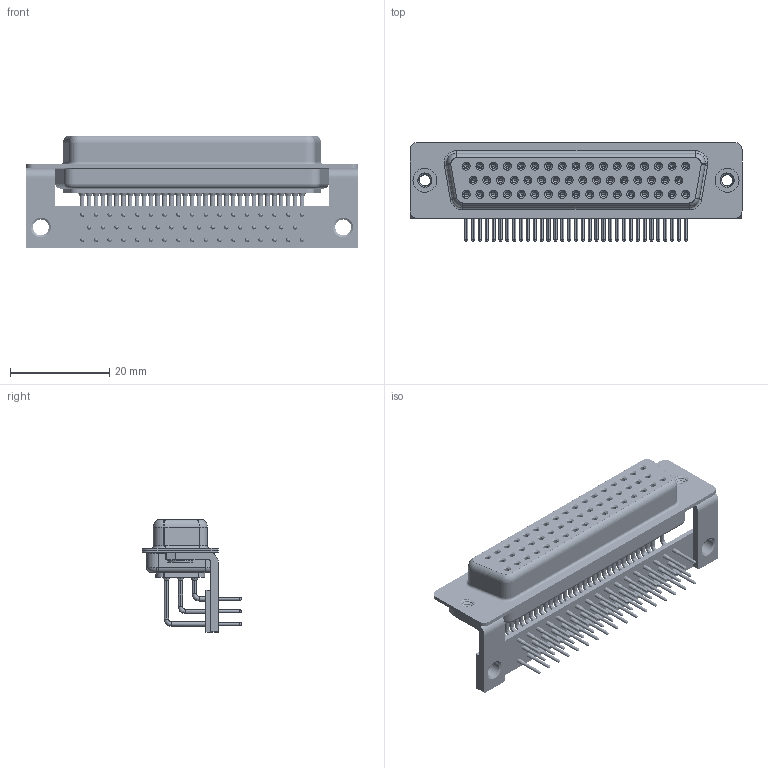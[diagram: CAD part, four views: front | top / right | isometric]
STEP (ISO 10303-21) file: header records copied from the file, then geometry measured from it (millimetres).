
FILE_DESCRIPTION (( 'STEP AP203' ), '1' );
FILE_NAME ('630-M50-240-BT4.STEP', '2018-09-26T07:22:23', ( '' ), ( '' ), 'SwSTEP 2.0', 'SolidWorks 2016', '' );
FILE_SCHEMA (( 'CONFIG_CONTROL_DESIGN' ));
Length unit declared in the file: millimetre
Products named in the file (10): 630M Contact Row 3; 630M 4-40 Threaded Rivet_Stabilizer; 630M Stabilizer Bracket_50 Contacts; 630M Stabilizer Board_50 Contacts; 630M Housing_50 Contacts; 630-M50-240-BT4; 630M Shell Front_50 Contacts; 630M Shell Rear_50 Contacts; 630M Contact Row 1_50 Contacts; 630M Contact Row 2_50 Contacts
Assembly tree (58 placements, depth 2):
  630-M50-240-BT4
    630M Housing_50 Contacts
    630M Shell Front_50 Contacts
    630M Shell Rear_50 Contacts
    630M Contact Row 1_50 Contacts  x17
    630M Contact Row 2_50 Contacts  x16
    630M Contact Row 3  x17
    630M 4-40 Threaded Rivet_Stabilizer  x2
    630M Stabilizer Bracket_50 Contacts  x2
    630M Stabilizer Board_50 Contacts
Bounding box: 67 x 20 x 22.8 mm (x, y, z)
Volume: 7863.6 mm3; surface area: 18601.1 mm2
Topology: 58 solids, 58 shells, 3079 faces, 7867 edges, 4965 vertices
Faces by surface type: cylinder 1409, plane 843, cone 558, bspline 206, torus 63
Entity records: 38093 total; most frequent: CARTESIAN_POINT 7505, DIRECTION 6551, ORIENTED_EDGE 5382, AXIS2_PLACEMENT_3D 2765, EDGE_CURVE 2691, VERTEX_POINT 1728, CIRCLE 1573, EDGE_LOOP 1533
